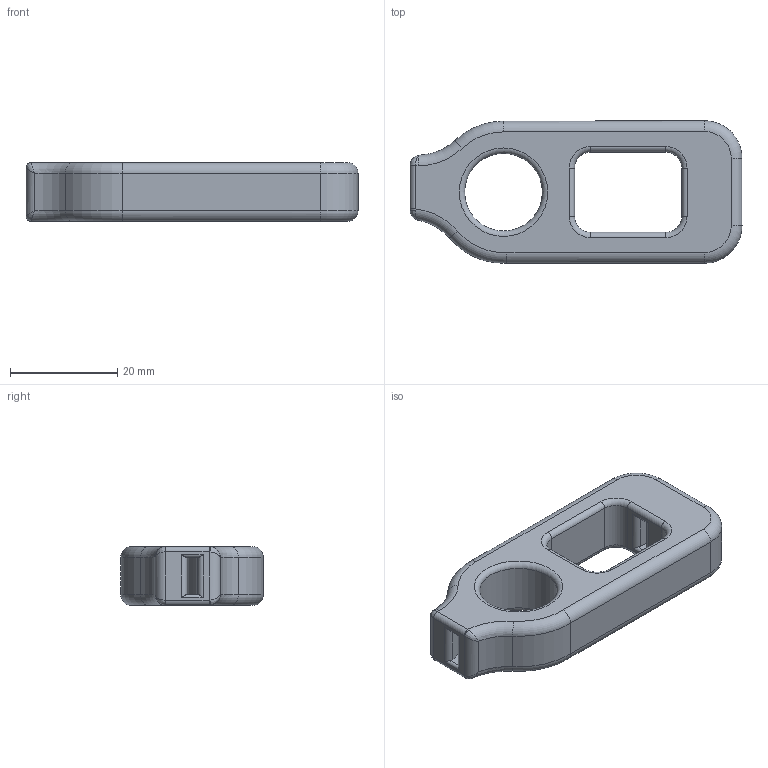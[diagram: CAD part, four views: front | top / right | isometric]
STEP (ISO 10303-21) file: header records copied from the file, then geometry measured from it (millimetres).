
FILE_DESCRIPTION(/* description */ (''),/* implementation_level */ '2;1');
FILE_NAME(/* name */ 'Az_M14_belt_ring.step',/* time_stamp */ '2020-09-09T10:22:55-04:00',/* author */ (''),/* organization */ (''),/* preprocessor_version */ 'ST-DEVELOPER v18.1',/* originating_system */ 'Autodesk Translation Framework v9.3.0.1241',/* authorisation */ '');
FILE_SCHEMA (('AUTOMOTIVE_DESIGN { 1 0 10303 214 3 1 1 }'));
Length unit declared in the file: millimetre
Products named in the file (1): Belt Ring
Bounding box: 61.95 x 26.57 x 11 mm (x, y, z)
Volume: 10188.1 mm3; surface area: 5672.8 mm2
Topology: 1 solids, 1 shells, 124 faces, 317 edges, 190 vertices
Faces by surface type: cylinder 63, torus 26, plane 23, bspline 12
Full cylindrical faces by diameter (mm): 3.5 x2, 14.5 x1
Entity records: 4348 total; most frequent: CARTESIAN_POINT 1309, DIRECTION 651, ORIENTED_EDGE 626, EDGE_CURVE 313, AXIS2_PLACEMENT_3D 265, VERTEX_POINT 190, CIRCLE 148, EDGE_LOOP 135
